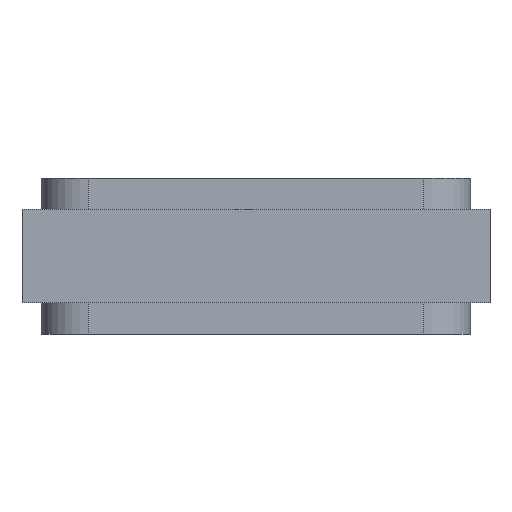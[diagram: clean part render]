
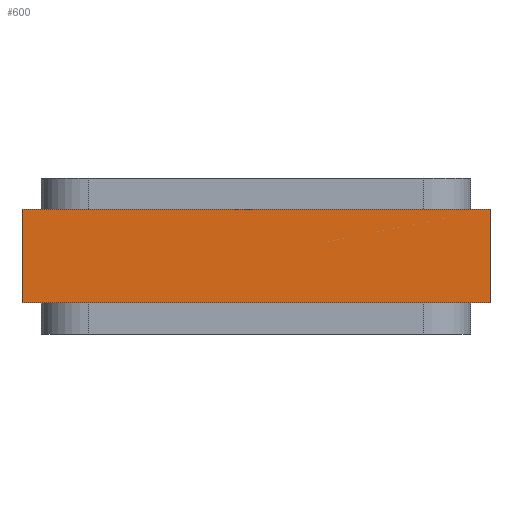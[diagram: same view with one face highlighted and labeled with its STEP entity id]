
A CAD part, front view. The second image highlights one B-rep face of the part: STEP entity #600.
In plain terms, the highlighted planar face has unit normal (0, -1, 0).
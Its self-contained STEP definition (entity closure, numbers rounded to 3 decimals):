
#84=FACE_OUTER_BOUND('',#118,.T.);
#118=EDGE_LOOP('',(#517,#518,#519,#520));
#176=LINE('',#1005,#236);
#177=LINE('',#1008,#237);
#178=LINE('',#1010,#238);
#179=LINE('',#1011,#239);
#236=VECTOR('',#831,10.);
#237=VECTOR('',#834,10.);
#238=VECTOR('',#835,10.);
#239=VECTOR('',#836,10.);
#294=VERTEX_POINT('',#999);
#296=VERTEX_POINT('',#1003);
#297=VERTEX_POINT('',#1007);
#298=VERTEX_POINT('',#1009);
#376=EDGE_CURVE('',#294,#296,#176,.T.);
#377=EDGE_CURVE('',#294,#297,#177,.T.);
#378=EDGE_CURVE('',#298,#296,#178,.T.);
#379=EDGE_CURVE('',#297,#298,#179,.T.);
#517=ORIENTED_EDGE('',*,*,#377,.F.);
#518=ORIENTED_EDGE('',*,*,#376,.T.);
#519=ORIENTED_EDGE('',*,*,#378,.F.);
#520=ORIENTED_EDGE('',*,*,#379,.F.);
#568=PLANE('',#671);
#600=ADVANCED_FACE('',(#84),#568,.T.);
#671=AXIS2_PLACEMENT_3D('',#1006,#832,#833);
#831=DIRECTION('',(0.,0.,1.));
#832=DIRECTION('center_axis',(0.,-1.,0.));
#833=DIRECTION('ref_axis',(1.,0.,0.));
#834=DIRECTION('',(-1.,0.,0.));
#835=DIRECTION('',(1.,0.,0.));
#836=DIRECTION('',(0.,0.,1.));
#999=CARTESIAN_POINT('',(15.,-15.,2.));
#1003=CARTESIAN_POINT('',(15.,-15.,8.));
#1005=CARTESIAN_POINT('',(15.,-15.,2.));
#1006=CARTESIAN_POINT('Origin',(-15.,-15.,2.));
#1007=CARTESIAN_POINT('',(-15.,-15.,2.));
#1008=CARTESIAN_POINT('',(15.,-15.,2.));
#1009=CARTESIAN_POINT('',(-15.,-15.,8.));
#1010=CARTESIAN_POINT('',(15.,-15.,8.));
#1011=CARTESIAN_POINT('',(-15.,-15.,2.));
